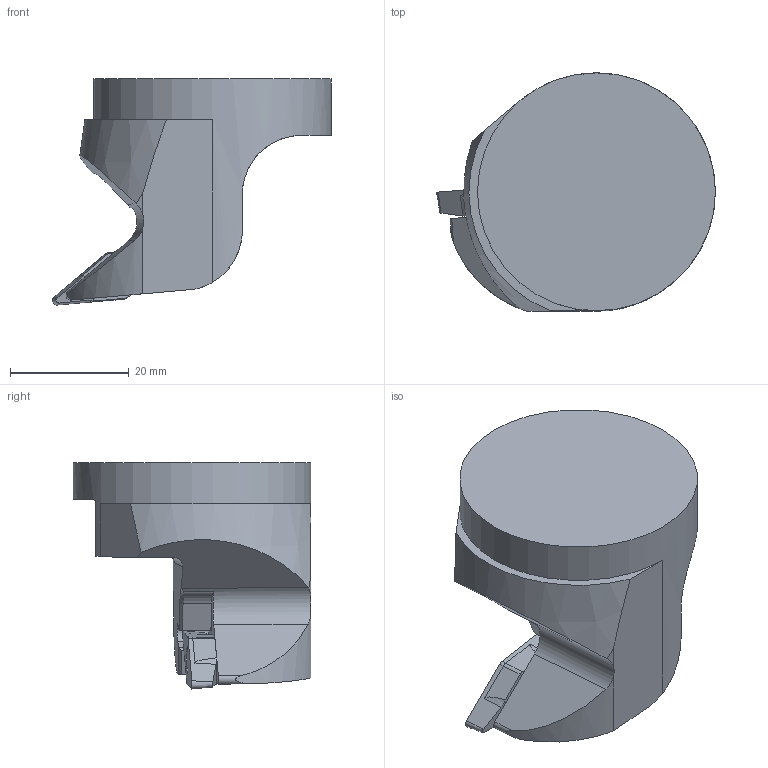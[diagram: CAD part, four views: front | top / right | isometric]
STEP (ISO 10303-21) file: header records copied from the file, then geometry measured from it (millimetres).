
FILE_DESCRIPTION(/* description */ (''),/* implementation_level */ '2;1');
FILE_NAME(/* name */ '1642504878001.stp',/* time_stamp */ '2022-01-18T16:51:35+05:00',/* author */ (''),/* organization */ ('SMS'),/* preprocessor_version */ 'ST-DEVELOPER v16.7',/* originating_system */ 'SIEMENS PLM Software NX 12.0',/* authorisation */ '');
FILE_SCHEMA (('AUTOMOTIVE_DESIGN { 1 0 10303 214 3 1 1 1 }'));
Length unit declared in the file: millimetre
Products named in the file (4): ASSEMBLY_CONSTRUCTION; 203930572mod000_00; 202027865mod000_01; 201574030mod000_02
Assembly tree (3 placements, depth 2):
  201574030mod000_02
    202027865mod000_01
    203930572mod000_00
    ASSEMBLY_CONSTRUCTION
Bounding box: 46.87 x 40 x 38 mm (x, y, z)
Volume: 26427.9 mm3; surface area: 6635.6 mm2
Topology: 2 solids, 2 shells, 87 faces, 226 edges, 151 vertices
Faces by surface type: plane 49, cylinder 17, cone 13, extrusion 4, torus 3, sphere 1
Full cylindrical faces by diameter (mm): 3 x1, 3.4 x1, 4.4 x1, 40 x1
Entity records: 2911 total; most frequent: CARTESIAN_POINT 662, DIRECTION 447, ORIENTED_EDGE 422, EDGE_CURVE 211, AXIS2_PLACEMENT_3D 158, VERTEX_POINT 138, VECTOR 131, LINE 127
